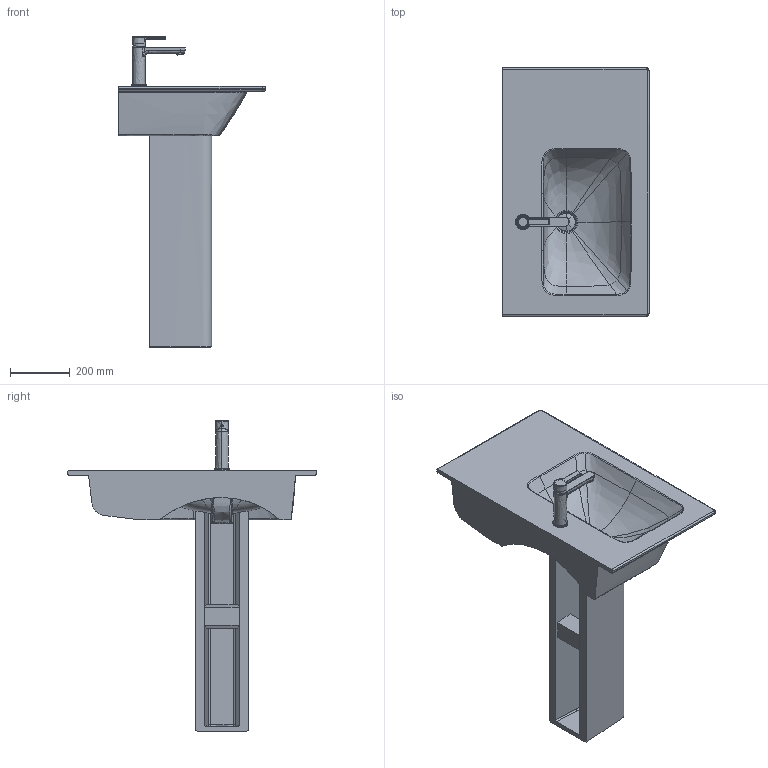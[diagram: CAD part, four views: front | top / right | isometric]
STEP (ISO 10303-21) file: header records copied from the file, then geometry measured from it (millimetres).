
FILE_DESCRIPTION(/* description */ (''),/* implementation_level */ '2;1');
FILE_NAME(/* name */ '234583_085839',/* time_stamp */ '2018-03-29T13:11:22+02:00',/* author */ (''),/* organization */ (''),/* preprocessor_version */ 'ST-DEVELOPER v15',/* originating_system */ '',/* authorisation */ '');
FILE_SCHEMA (('AUTOMOTIVE_DESIGN'));
Length unit declared in the file: millimetre
Products named in the file (3): Document; WASHBASIN-CONTEMPORARY-medio1; WASHBASIN-CONTEMPORARY-medio
Assembly tree (2 placements, depth 3):
  Document
    WASHBASIN-CONTEMPORARY-medio1
      WASHBASIN-CONTEMPORARY-medio
Bounding box: 489.47 x 829.78 x 1035.67 mm (x, y, z)
Volume: 25950229.8 mm3; surface area: 2243536.5 mm2
Topology: 4 solids, 5 shells, 371 faces, 893 edges, 526 vertices
Faces by surface type: bspline 315, plane 56
Entity records: 89223 total; most frequent: CARTESIAN_POINT 83830, ORIENTED_EDGE 1765, EDGE_CURVE 885, B_SPLINE_CURVE_WITH_KNOTS 618, VERTEX_POINT 526, EDGE_LOOP 383, ADVANCED_FACE 371, FACE_OUTER_BOUND 371
